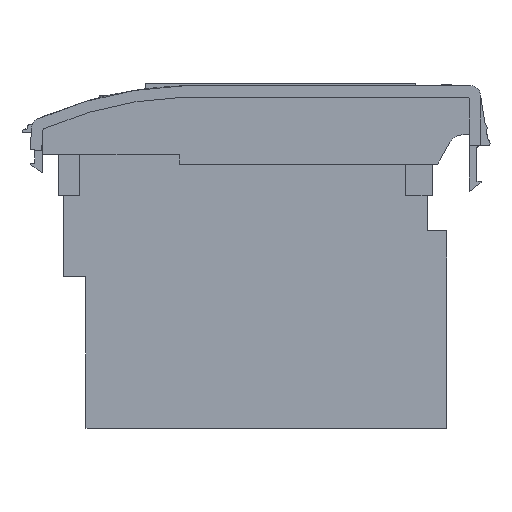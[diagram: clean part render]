
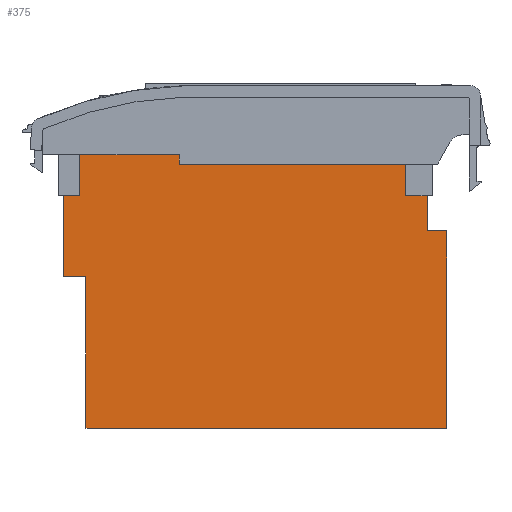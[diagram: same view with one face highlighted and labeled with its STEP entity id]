
A CAD part, left-side view. The second image highlights one B-rep face of the part: STEP entity #375.
In plain terms, the highlighted planar face has unit normal (-1, 0, 0).
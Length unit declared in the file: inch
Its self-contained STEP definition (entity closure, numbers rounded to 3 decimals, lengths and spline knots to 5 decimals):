
#145 = VERTEX_POINT ( 'NONE', #7755 ) ;
#147 = EDGE_CURVE ( 'NONE', #145, #148, #7754, .T. ) ;
#148 = VERTEX_POINT ( 'NONE', #7809 ) ;
#285 = VERTEX_POINT ( 'NONE', #8024 ) ;
#295 = ORIENTED_EDGE ( 'NONE', *, *, #3649, .F. ) ;
#310 = EDGE_CURVE ( 'NONE', #327, #311, #8077, .T. ) ;
#311 = VERTEX_POINT ( 'NONE', #8073 ) ;
#321 = EDGE_CURVE ( 'NONE', #311, #3818, #8097, .T. ) ;
#326 = EDGE_CURVE ( 'NONE', #4494, #327, #8119, .T. ) ;
#327 = VERTEX_POINT ( 'NONE', #8115 ) ;
#336 = EDGE_CURVE ( 'NONE', #3927, #285, #8158, .T. ) ;
#358 = ORIENTED_EDGE ( 'NONE', *, *, #336, .F. ) ;
#359 = ORIENTED_EDGE ( 'NONE', *, *, #3924, .F. ) ;
#360 = ORIENTED_EDGE ( 'NONE', *, *, #567, .F. ) ;
#361 = ORIENTED_EDGE ( 'NONE', *, *, #3822, .F. ) ;
#362 = ORIENTED_EDGE ( 'NONE', *, *, #321, .F. ) ;
#363 = ORIENTED_EDGE ( 'NONE', *, *, #310, .F. ) ;
#366 = ORIENTED_EDGE ( 'NONE', *, *, #326, .F. ) ;
#368 = ORIENTED_EDGE ( 'NONE', *, *, #369, .F. ) ;
#369 = EDGE_CURVE ( 'NONE', #379, #4494, #8138, .T. ) ;
#375 = ADVANCED_FACE ( 'NONE', ( #8184 ), #8165, .T. ) ;
#376 = EDGE_LOOP ( 'NONE', ( #377, #380, #381, #295, #358, #359, #360, #361, #362, #363, #366, #368 ) ) ;
#377 = ORIENTED_EDGE ( 'NONE', *, *, #378, .T. ) ;
#378 = EDGE_CURVE ( 'NONE', #379, #148, #8166, .T. ) ;
#379 = VERTEX_POINT ( 'NONE', #8222 ) ;
#380 = ORIENTED_EDGE ( 'NONE', *, *, #147, .F. ) ;
#381 = ORIENTED_EDGE ( 'NONE', *, *, #3693, .F. ) ;
#550 = VERTEX_POINT ( 'NONE', #8972 ) ;
#567 = EDGE_CURVE ( 'NONE', #3829, #550, #9052, .T. ) ;
#3649 = EDGE_CURVE ( 'NONE', #285, #3938, #10175, .T. ) ;
#3693 = EDGE_CURVE ( 'NONE', #3938, #145, #10375, .T. ) ;
#3818 = VERTEX_POINT ( 'NONE', #10754 ) ;
#3822 = EDGE_CURVE ( 'NONE', #3818, #3829, #10753, .T. ) ;
#3829 = VERTEX_POINT ( 'NONE', #10798 ) ;
#3924 = EDGE_CURVE ( 'NONE', #550, #3927, #11051, .T. ) ;
#3927 = VERTEX_POINT ( 'NONE', #11043 ) ;
#3938 = VERTEX_POINT ( 'NONE', #11135 ) ;
#4494 = VERTEX_POINT ( 'NONE', #12632 ) ;
#7751 = DIRECTION ( 'NONE',  ( 0., -1., 0. ) ) ;
#7752 = VECTOR ( 'NONE', #7751, 39.37008 ) ;
#7753 = CARTESIAN_POINT ( 'NONE',  ( 1.097, 1.52916, 1.018 ) ) ;
#7754 = LINE ( 'NONE', #7753, #7752 ) ;
#7755 = CARTESIAN_POINT ( 'NONE',  ( 1.097, 3.22916, 1.018 ) ) ;
#7809 = CARTESIAN_POINT ( 'NONE',  ( 1.097, 1.73848, 1.018 ) ) ;
#8024 = CARTESIAN_POINT ( 'NONE',  ( 1.097, 3.99348, 1.078 ) ) ;
#8073 = CARTESIAN_POINT ( 'NONE',  ( 1.097, 1.46848, 0.578 ) ) ;
#8074 = DIRECTION ( 'NONE',  ( 0., -1., 0. ) ) ;
#8075 = VECTOR ( 'NONE', #8074, 39.37008 ) ;
#8076 = CARTESIAN_POINT ( 'NONE',  ( 1.097, 1.46848, 0.578 ) ) ;
#8077 = LINE ( 'NONE', #8076, #8075 ) ;
#8094 = DIRECTION ( 'NONE',  ( 0., 0., -1. ) ) ;
#8095 = VECTOR ( 'NONE', #8094, 39.37008 ) ;
#8096 = CARTESIAN_POINT ( 'NONE',  ( 1.097, 1.46848, 0.578 ) ) ;
#8097 = LINE ( 'NONE', #8096, #8095 ) ;
#8115 = CARTESIAN_POINT ( 'NONE',  ( 1.097, 1.59848, 0.578 ) ) ;
#8116 = DIRECTION ( 'NONE',  ( 0., 0., -1. ) ) ;
#8117 = VECTOR ( 'NONE', #8116, 39.37008 ) ;
#8118 = CARTESIAN_POINT ( 'NONE',  ( 1.097, 1.59848, 0.578 ) ) ;
#8119 = LINE ( 'NONE', #8118, #8117 ) ;
#8135 = DIRECTION ( 'NONE',  ( 0., -1., 0. ) ) ;
#8136 = VECTOR ( 'NONE', #8135, 39.37008 ) ;
#8137 = CARTESIAN_POINT ( 'NONE',  ( 1.097, 3.84348, 0.808 ) ) ;
#8138 = LINE ( 'NONE', #8137, #8136 ) ;
#8155 = DIRECTION ( 'NONE',  ( 0., 0., 1. ) ) ;
#8156 = VECTOR ( 'NONE', #8155, 39.37008 ) ;
#8157 = CARTESIAN_POINT ( 'NONE',  ( 1.097, 3.99348, 1.308 ) ) ;
#8158 = LINE ( 'NONE', #8157, #8156 ) ;
#8165 = PLANE ( 'NONE',  #8167 ) ;
#8166 = LINE ( 'NONE', #8225, #8224 ) ;
#8167 = AXIS2_PLACEMENT_3D ( 'NONE', #8228, #8227, #8226 ) ;
#8184 = FACE_OUTER_BOUND ( 'NONE', #376, .T. ) ;
#8222 = CARTESIAN_POINT ( 'NONE',  ( 1.097, 1.73848, 0.808 ) ) ;
#8223 = DIRECTION ( 'NONE',  ( 0., 0., 1. ) ) ;
#8224 = VECTOR ( 'NONE', #8223, 39.37008 ) ;
#8225 = CARTESIAN_POINT ( 'NONE',  ( 1.097, 1.73848, 0.808 ) ) ;
#8226 = DIRECTION ( 'NONE',  ( 0., 0., 1. ) ) ;
#8227 = DIRECTION ( 'NONE',  ( -1., 0., 0. ) ) ;
#8228 = CARTESIAN_POINT ( 'NONE',  ( 1.097, 3.84348, -0.722 ) ) ;
#8972 = CARTESIAN_POINT ( 'NONE',  ( 1.097, 3.84348, 0.278 ) ) ;
#9047 = VECTOR ( 'NONE', #9072, 39.37008 ) ;
#9048 = CARTESIAN_POINT ( 'NONE',  ( 1.097, 3.84348, 0.278 ) ) ;
#9052 = LINE ( 'NONE', #9048, #9047 ) ;
#9072 = DIRECTION ( 'NONE',  ( 0., 0., 1. ) ) ;
#10172 = DIRECTION ( 'NONE',  ( 0., -1., 0. ) ) ;
#10173 = VECTOR ( 'NONE', #10172, 39.37008 ) ;
#10174 = CARTESIAN_POINT ( 'NONE',  ( 1.097, 3.22916, 1.078 ) ) ;
#10175 = LINE ( 'NONE', #10174, #10173 ) ;
#10371 = DIRECTION ( 'NONE',  ( 0., 0., -1. ) ) ;
#10372 = VECTOR ( 'NONE', #10371, 39.37008 ) ;
#10373 = CARTESIAN_POINT ( 'NONE',  ( 1.097, 3.22916, 1.018 ) ) ;
#10375 = LINE ( 'NONE', #10373, #10372 ) ;
#10750 = DIRECTION ( 'NONE',  ( 0., 1., 0. ) ) ;
#10751 = VECTOR ( 'NONE', #10750, 39.37008 ) ;
#10752 = CARTESIAN_POINT ( 'NONE',  ( 1.097, 1.46848, -0.722 ) ) ;
#10753 = LINE ( 'NONE', #10752, #10751 ) ;
#10754 = CARTESIAN_POINT ( 'NONE',  ( 1.097, 1.46848, -0.722 ) ) ;
#10798 = CARTESIAN_POINT ( 'NONE',  ( 1.097, 3.84348, -0.722 ) ) ;
#11043 = CARTESIAN_POINT ( 'NONE',  ( 1.097, 3.99348, 0.278 ) ) ;
#11048 = DIRECTION ( 'NONE',  ( 0., 1., 0. ) ) ;
#11049 = VECTOR ( 'NONE', #11048, 39.37008 ) ;
#11050 = CARTESIAN_POINT ( 'NONE',  ( 1.097, 3.99348, 0.278 ) ) ;
#11051 = LINE ( 'NONE', #11050, #11049 ) ;
#11135 = CARTESIAN_POINT ( 'NONE',  ( 1.097, 3.22916, 1.078 ) ) ;
#12632 = CARTESIAN_POINT ( 'NONE',  ( 1.097, 1.59848, 0.808 ) ) ;
